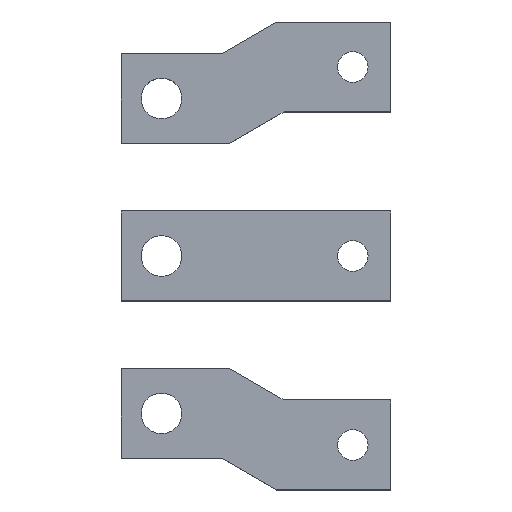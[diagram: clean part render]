
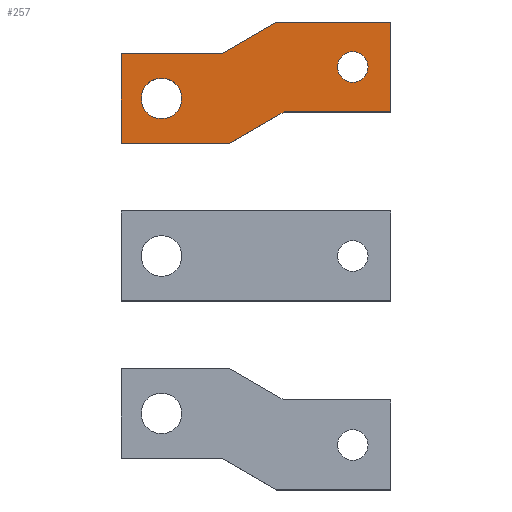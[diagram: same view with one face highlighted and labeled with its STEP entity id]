
A CAD part, top view. The second image highlights one B-rep face of the part: STEP entity #257.
In plain terms, the highlighted planar face has unit normal (0, 0, 1).
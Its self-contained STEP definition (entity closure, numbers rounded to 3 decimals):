
#215=CIRCLE('',#776,4.5);
#216=CIRCLE('',#777,3.4);
#228=FACE_BOUND('',#337,.T.);
#229=FACE_BOUND('',#338,.T.);
#230=FACE_BOUND('',#339,.T.);
#257=ADVANCED_FACE('',(#228,#229,#230),#289,.F.);
#289=PLANE('',#778);
#337=EDGE_LOOP('',(#397,#398,#399,#400,#401,#402,#403,#404));
#338=EDGE_LOOP('',(#405));
#339=EDGE_LOOP('',(#406));
#397=ORIENTED_EDGE('',*,*,#592,.F.);
#398=ORIENTED_EDGE('',*,*,#593,.F.);
#399=ORIENTED_EDGE('',*,*,#594,.F.);
#400=ORIENTED_EDGE('',*,*,#595,.T.);
#401=ORIENTED_EDGE('',*,*,#596,.F.);
#402=ORIENTED_EDGE('',*,*,#597,.F.);
#403=ORIENTED_EDGE('',*,*,#598,.T.);
#404=ORIENTED_EDGE('',*,*,#580,.F.);
#405=ORIENTED_EDGE('',*,*,#599,.F.);
#406=ORIENTED_EDGE('',*,*,#600,.T.);
#528=VERTEX_POINT('',#969);
#529=VERTEX_POINT('',#971);
#539=VERTEX_POINT('',#995);
#540=VERTEX_POINT('',#997);
#541=VERTEX_POINT('',#999);
#542=VERTEX_POINT('',#1001);
#543=VERTEX_POINT('',#1003);
#544=VERTEX_POINT('',#1005);
#545=VERTEX_POINT('',#1008);
#546=VERTEX_POINT('',#1010);
#580=EDGE_CURVE('',#528,#529,#652,.T.);
#592=EDGE_CURVE('',#539,#528,#662,.T.);
#593=EDGE_CURVE('',#540,#539,#663,.T.);
#594=EDGE_CURVE('',#541,#540,#664,.T.);
#595=EDGE_CURVE('',#541,#542,#665,.T.);
#596=EDGE_CURVE('',#543,#542,#666,.T.);
#597=EDGE_CURVE('',#544,#543,#667,.T.);
#598=EDGE_CURVE('',#544,#529,#668,.T.);
#599=EDGE_CURVE('',#545,#545,#215,.T.);
#600=EDGE_CURVE('',#546,#546,#216,.T.);
#652=LINE('',#970,#712);
#662=LINE('',#994,#722);
#663=LINE('',#996,#723);
#664=LINE('',#998,#724);
#665=LINE('',#1000,#725);
#666=LINE('',#1002,#726);
#667=LINE('',#1004,#727);
#668=LINE('',#1006,#728);
#712=VECTOR('',#819,1.);
#722=VECTOR('',#837,1.);
#723=VECTOR('',#838,1.);
#724=VECTOR('',#839,1.);
#725=VECTOR('',#840,1.);
#726=VECTOR('',#841,1.);
#727=VECTOR('',#842,1.);
#728=VECTOR('',#843,1.);
#776=AXIS2_PLACEMENT_3D('',#1007,#844,#845);
#777=AXIS2_PLACEMENT_3D('',#1009,#846,#847);
#778=AXIS2_PLACEMENT_3D('',#1011,#848,#849);
#819=DIRECTION('',(-0.866,-0.5,0.));
#837=DIRECTION('',(-1.,0.,0.));
#838=DIRECTION('',(0.,-1.,0.));
#839=DIRECTION('',(1.,0.,0.));
#840=DIRECTION('',(-0.866,-0.5,0.));
#841=DIRECTION('',(1.,0.,0.));
#842=DIRECTION('',(0.,1.,0.));
#843=DIRECTION('',(1.,0.,0.));
#844=DIRECTION('',(0.,0.,1.));
#845=DIRECTION('',(-1.,0.,0.));
#846=DIRECTION('',(0.,0.,-1.));
#847=DIRECTION('',(-1.,0.,0.));
#848=DIRECTION('',(0.,0.,-1.));
#849=DIRECTION('',(-1.,0.,0.));
#969=CARTESIAN_POINT('',(35.728,93.,5.));
#970=CARTESIAN_POINT('',(35.304,92.755,5.));
#971=CARTESIAN_POINT('',(23.612,86.,5.));
#994=CARTESIAN_POINT('',(40.,93.,5.));
#995=CARTESIAN_POINT('',(59.5,93.,5.));
#996=CARTESIAN_POINT('',(59.5,79.,5.));
#997=CARTESIAN_POINT('',(59.5,113.,5.));
#998=CARTESIAN_POINT('',(40.,113.,5.));
#999=CARTESIAN_POINT('',(34.115,113.,5.));
#1000=CARTESIAN_POINT('',(26.244,108.456,5.));
#1001=CARTESIAN_POINT('',(21.991,106.,5.));
#1002=CARTESIAN_POINT('',(40.,106.,5.));
#1003=CARTESIAN_POINT('',(-0.5,106.,5.));
#1004=CARTESIAN_POINT('',(-0.5,79.,5.));
#1005=CARTESIAN_POINT('',(-0.5,86.,5.));
#1006=CARTESIAN_POINT('',(28.857,86.,5.));
#1007=CARTESIAN_POINT('',(8.5,96.,5.));
#1008=CARTESIAN_POINT('',(4.,96.,5.));
#1009=CARTESIAN_POINT('',(51.,103.,5.));
#1010=CARTESIAN_POINT('',(47.6,103.,5.));
#1011=CARTESIAN_POINT('',(40.,79.,5.));
